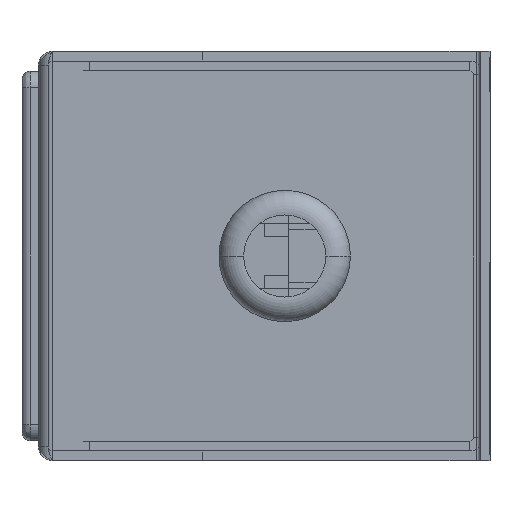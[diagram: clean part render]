
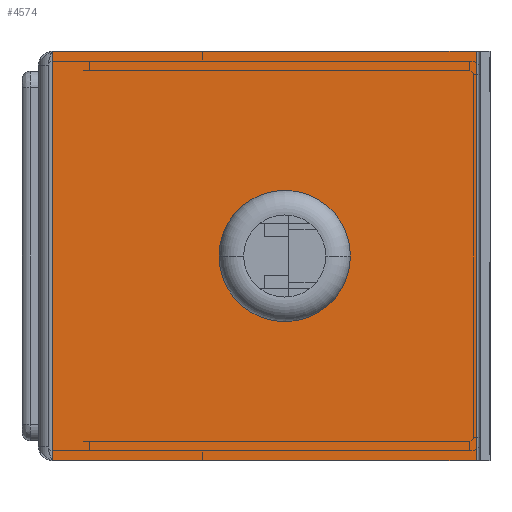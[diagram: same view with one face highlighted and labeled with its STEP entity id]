
A CAD part, left-side view. The second image highlights one B-rep face of the part: STEP entity #4574.
In plain terms, the highlighted planar face has unit normal (-1, 0, 0).
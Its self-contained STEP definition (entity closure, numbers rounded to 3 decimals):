
#2561=DIRECTION('',(0.,-1.,0.));
#2562=VECTOR('',#2561,51.6);
#2563=CARTESIAN_POINT('',(-222.5,-0.5,-24.95));
#2564=LINE('',#2563,#2562);
#2565=DIRECTION('',(0.,1.,0.));
#2566=VECTOR('',#2565,51.6);
#2567=CARTESIAN_POINT('',(-222.5,-52.1,24.95));
#2568=LINE('',#2567,#2566);
#2569=CARTESIAN_POINT('',(-222.5,-28.8,0.));
#2570=DIRECTION('',(-1.,0.,0.));
#2571=DIRECTION('',(0.,0.,-1.));
#2572=AXIS2_PLACEMENT_3D('',#2569,#2570,#2571);
#2574=CARTESIAN_POINT('',(-222.5,-28.8,0.));
#2575=DIRECTION('',(-1.,0.,0.));
#2576=DIRECTION('',(0.,0.,1.));
#2577=AXIS2_PLACEMENT_3D('',#2574,#2575,#2576);
#2579=DIRECTION('',(0.,0.,-1.));
#2580=VECTOR('',#2579,49.9);
#2581=CARTESIAN_POINT('',(-222.5,-0.5,24.95));
#2582=LINE('',#2581,#2580);
#3302=DIRECTION('',(0.,0.,1.));
#3303=VECTOR('',#3302,49.9);
#3304=CARTESIAN_POINT('',(-222.5,-52.1,-24.95));
#3305=LINE('',#3304,#3303);
#3999=CARTESIAN_POINT('',(-222.5,-52.1,24.95));
#4000=VERTEX_POINT('',#3999);
#4001=CARTESIAN_POINT('',(-222.5,-52.1,-24.95));
#4002=VERTEX_POINT('',#4001);
#4003=CARTESIAN_POINT('',(-222.5,-0.5,24.95));
#4004=VERTEX_POINT('',#4003);
#4005=CARTESIAN_POINT('',(-222.5,-0.5,-24.95));
#4006=VERTEX_POINT('',#4005);
#4403=CARTESIAN_POINT('',(-222.5,-28.8,-6.5));
#4404=CARTESIAN_POINT('',(-222.5,-28.8,6.5));
#4405=VERTEX_POINT('',#4403);
#4406=VERTEX_POINT('',#4404);
#4554=CARTESIAN_POINT('',(-222.5,1.2,-24.95));
#4555=DIRECTION('',(-1.,0.,0.));
#4556=DIRECTION('',(0.,0.,-1.));
#4557=AXIS2_PLACEMENT_3D('',#4554,#4555,#4556);
#4558=PLANE('',#4557);
#4559=ORIENTED_EDGE('',*,*,#4544,.F.);
#4561=ORIENTED_EDGE('',*,*,#4560,.F.);
#4563=ORIENTED_EDGE('',*,*,#4562,.F.);
#4565=ORIENTED_EDGE('',*,*,#4564,.F.);
#4566=EDGE_LOOP('',(#4559,#4561,#4563,#4565));
#4567=FACE_OUTER_BOUND('',#4566,.F.);
#4569=ORIENTED_EDGE('',*,*,#4568,.T.);
#4571=ORIENTED_EDGE('',*,*,#4570,.T.);
#4572=EDGE_LOOP('',(#4569,#4571));
#4573=FACE_BOUND('',#4572,.F.);
#4574=ADVANCED_FACE('',(#4567,#4573),#4558,.T.);
#2573=CIRCLE('',#2572,6.5);
#2578=CIRCLE('',#2577,6.5);
#4544=EDGE_CURVE('',#4006,#4002,#2564,.T.);
#4560=EDGE_CURVE('',#4004,#4006,#2582,.T.);
#4562=EDGE_CURVE('',#4000,#4004,#2568,.T.);
#4564=EDGE_CURVE('',#4002,#4000,#3305,.T.);
#4568=EDGE_CURVE('',#4405,#4406,#2573,.T.);
#4570=EDGE_CURVE('',#4406,#4405,#2578,.T.);
